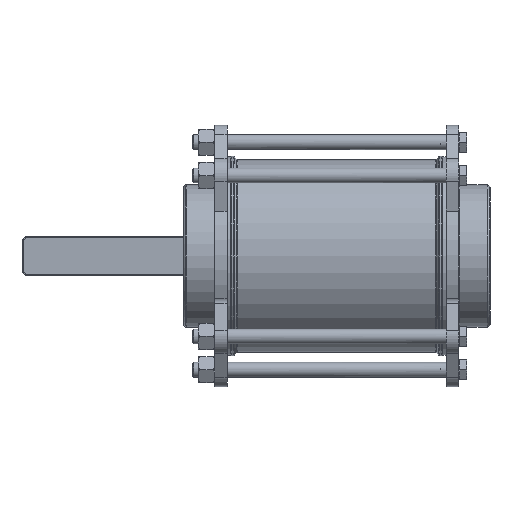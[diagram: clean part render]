
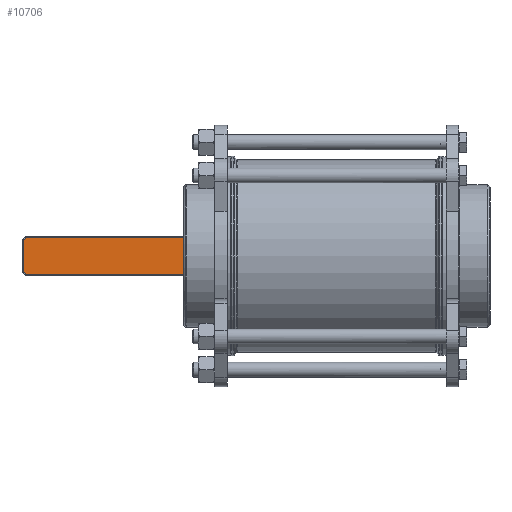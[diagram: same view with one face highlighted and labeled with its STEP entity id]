
A CAD part, front view. The second image highlights one B-rep face of the part: STEP entity #10706.
In plain terms, the highlighted planar face has unit normal (0, -1, 0).
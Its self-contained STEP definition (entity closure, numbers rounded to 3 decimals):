
#790=PLANE('',#11847);
#1655=FACE_OUTER_BOUND('',#2330,.T.);
#2330=EDGE_LOOP('',(#9316,#9317,#9318,#9319,#9320,#9321));
#3153=LINE('',#18748,#3958);
#3156=LINE('',#18763,#3961);
#3158=LINE('',#18775,#3963);
#3159=LINE('',#18777,#3964);
#3958=VECTOR('',#14308,10.);
#3961=VECTOR('',#14325,10.);
#3963=VECTOR('',#14339,10.);
#3964=VECTOR('',#14342,10.);
#4463=CIRCLE('',#11838,4.);
#4467=CIRCLE('',#11844,4.);
#5313=VERTEX_POINT('',#18745);
#5314=VERTEX_POINT('',#18747);
#5316=VERTEX_POINT('',#18753);
#5318=VERTEX_POINT('',#18759);
#5320=VERTEX_POINT('',#18765);
#5322=VERTEX_POINT('',#18771);
#6666=EDGE_CURVE('',#5313,#5314,#3153,.T.);
#6671=EDGE_CURVE('',#5314,#5316,#4463,.T.);
#6674=EDGE_CURVE('',#5316,#5318,#3156,.T.);
#6677=EDGE_CURVE('',#5318,#5320,#4467,.T.);
#6680=EDGE_CURVE('',#5320,#5322,#3158,.T.);
#6681=EDGE_CURVE('',#5322,#5313,#3159,.T.);
#9316=ORIENTED_EDGE('',*,*,#6680,.F.);
#9317=ORIENTED_EDGE('',*,*,#6677,.F.);
#9318=ORIENTED_EDGE('',*,*,#6674,.F.);
#9319=ORIENTED_EDGE('',*,*,#6671,.F.);
#9320=ORIENTED_EDGE('',*,*,#6666,.F.);
#9321=ORIENTED_EDGE('',*,*,#6681,.F.);
#10706=ADVANCED_FACE('',(#1655),#790,.T.);
#11838=AXIS2_PLACEMENT_3D('',#18757,#14318,#14319);
#11844=AXIS2_PLACEMENT_3D('',#18769,#14332,#14333);
#11847=AXIS2_PLACEMENT_3D('',#18776,#14340,#14341);
#14308=DIRECTION('',(0.,0.,-1.));
#14318=DIRECTION('center_axis',(0.,1.,0.));
#14319=DIRECTION('ref_axis',(0.707,0.,-0.707));
#14325=DIRECTION('',(-1.,0.,0.));
#14332=DIRECTION('center_axis',(0.,1.,0.));
#14333=DIRECTION('ref_axis',(-0.707,0.,-0.707));
#14339=DIRECTION('',(0.,0.,1.));
#14340=DIRECTION('center_axis',(0.,-1.,0.));
#14341=DIRECTION('ref_axis',(-1.,0.,0.));
#14342=DIRECTION('',(1.,0.,0.));
#18745=CARTESIAN_POINT('',(15.,32.503,-50.866));
#18747=CARTESIAN_POINT('',(15.,32.503,-247.616));
#18748=CARTESIAN_POINT('',(15.,32.503,-50.866));
#18753=CARTESIAN_POINT('',(11.,32.503,-251.616));
#18757=CARTESIAN_POINT('Origin',(11.,32.503,-247.616));
#18759=CARTESIAN_POINT('',(-11.,32.503,-251.616));
#18763=CARTESIAN_POINT('',(8.,32.503,-251.616));
#18765=CARTESIAN_POINT('',(-15.,32.503,-247.616));
#18769=CARTESIAN_POINT('Origin',(-11.,32.503,-247.616));
#18771=CARTESIAN_POINT('',(-15.,32.503,-50.866));
#18775=CARTESIAN_POINT('',(-15.,32.503,-50.866));
#18776=CARTESIAN_POINT('Origin',(16.,32.503,-50.866));
#18777=CARTESIAN_POINT('',(-16.,32.503,-50.866));
